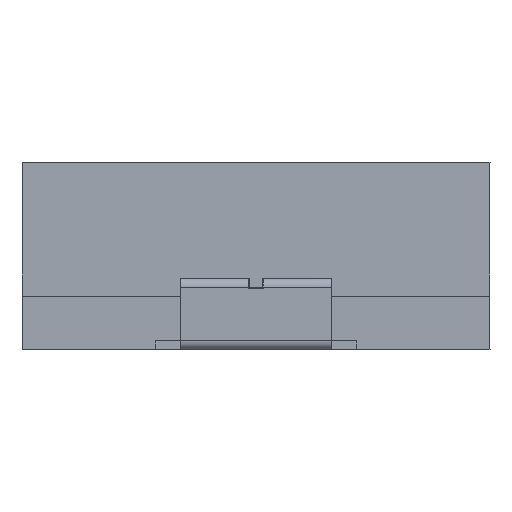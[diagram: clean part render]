
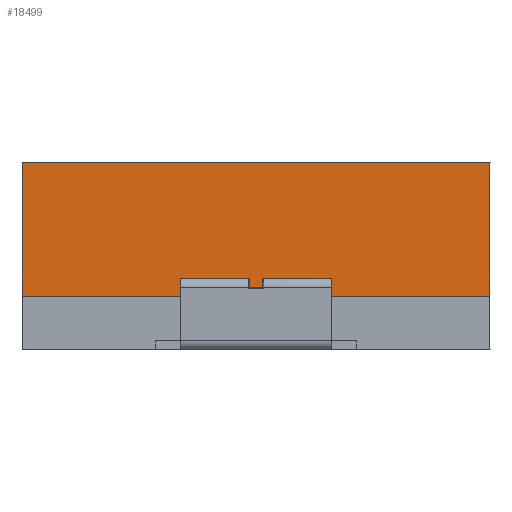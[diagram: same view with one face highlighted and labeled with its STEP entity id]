
A CAD part, front view. The second image highlights one B-rep face of the part: STEP entity #18499.
In plain terms, the highlighted free-form (B-spline) face has degree [1, 1] with [2, 2] control points.
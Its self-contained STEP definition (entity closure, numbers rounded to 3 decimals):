
#17820=CARTESIAN_POINT('',(-5.25,-5.25,4.2));
#17821=VERTEX_POINT('',#17820);
#17827=CARTESIAN_POINT('',(5.25,-5.25,4.2));
#17828=VERTEX_POINT('',#17827);
#17829=CARTESIAN_POINT('',(-5.25,-5.25,4.2));
#17830=CARTESIAN_POINT('',(5.25,-5.25,4.2));
#17831=B_SPLINE_CURVE_WITH_KNOTS('',1,(#17829,#17830),.POLYLINE_FORM.,.F.,.U.,(2,2),(0.,1.),.UNSPECIFIED.);
#17832=EDGE_CURVE('',#17821,#17828,#17831,.T.);
#18463=CARTESIAN_POINT('',(-5.25,-5.25,1.2));
#18464=VERTEX_POINT('',#18463);
#18470=CARTESIAN_POINT('',(-5.25,-5.25,1.2));
#18471=CARTESIAN_POINT('',(-5.25,-5.25,4.2));
#18472=B_SPLINE_CURVE_WITH_KNOTS('',1,(#18470,#18471),.POLYLINE_FORM.,.F.,.U.,(2,2),(0.286,1.),.UNSPECIFIED.);
#18473=EDGE_CURVE('',#18464,#17821,#18472,.T.);
#18478=CARTESIAN_POINT('',(-5.25,-5.25,1.2));
#18479=CARTESIAN_POINT('',(-5.25,-5.25,4.2));
#18480=CARTESIAN_POINT('',(5.25,-5.25,1.2));
#18481=CARTESIAN_POINT('',(5.25,-5.25,4.2));
#18482=B_SPLINE_SURFACE_WITH_KNOTS('',1,1,((#18478,#18479),(#18480,#18481)),.PLANE_SURF.,.F.,.F.,.U.,(2,2),(2,2),(0.,1.),(0.286,1.),.UNSPECIFIED.);
#18483=ORIENTED_EDGE('',*,*,#17832,.F.);
#18484=ORIENTED_EDGE('',*,*,#18473,.F.);
#18485=CARTESIAN_POINT('',(5.25,-5.25,1.2));
#18486=VERTEX_POINT('',#18485);
#18487=CARTESIAN_POINT('',(5.25,-5.25,1.2));
#18488=CARTESIAN_POINT('',(-5.25,-5.25,1.2));
#18489=B_SPLINE_CURVE_WITH_KNOTS('',1,(#18487,#18488),.POLYLINE_FORM.,.F.,.U.,(2,2),(0.118,0.894),.UNSPECIFIED.);
#18490=EDGE_CURVE('',#18486,#18464,#18489,.T.);
#18491=ORIENTED_EDGE('',*,*,#18490,.F.);
#18492=CARTESIAN_POINT('',(5.25,-5.25,1.2));
#18493=CARTESIAN_POINT('',(5.25,-5.25,4.2));
#18494=B_SPLINE_CURVE_WITH_KNOTS('',1,(#18492,#18493),.POLYLINE_FORM.,.F.,.U.,(2,2),(0.286,1.),.UNSPECIFIED.);
#18495=EDGE_CURVE('',#18486,#17828,#18494,.T.);
#18496=ORIENTED_EDGE('',*,*,#18495,.T.);
#18497=EDGE_LOOP('',(#18483,#18484,#18491,#18496));
#18498=FACE_OUTER_BOUND('',#18497,.T.);
#18499=ADVANCED_FACE('',(#18498),#18482,.T.);
